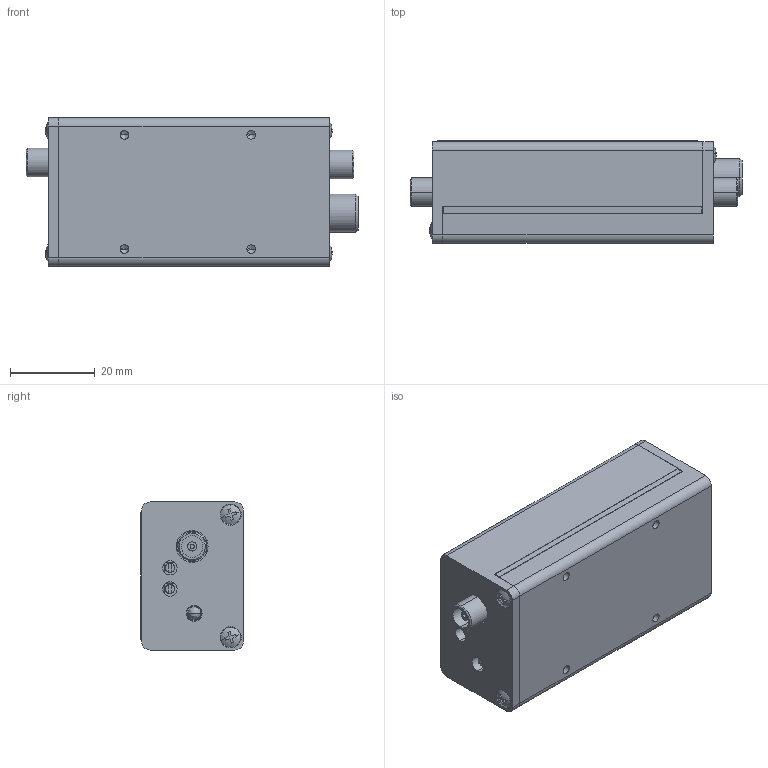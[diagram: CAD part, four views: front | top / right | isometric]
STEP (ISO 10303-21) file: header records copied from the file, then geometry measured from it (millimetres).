
FILE_DESCRIPTION (( 'STEP AP214' ), '1' );
FILE_NAME ('88202600-CP15AF.STEP', '2020-08-12T18:06:39', ( '' ), ( '' ), 'SwSTEP 2.0', 'SolidWorks 2018', '' );
FILE_SCHEMA (( 'AUTOMOTIVE_DESIGN' ));
Length unit declared in the file: millimetre
Products named in the file (12): 551XX09F_551-1309 Green; 17234730  A; PAN HD PHIL SS_M2 X 5 LNG; Lemo EPL-00-250-NTN; 17234630  B; CSK Raised M2.5_M2.5 x 6; 17234620  A; 9000-20016  0; 3296X-xxxLF; Lemo EPG 0B 304 HLN; 88202600-CP15AF
Assembly tree (19 placements, depth 3):
  88202600-CP15AF
    9000-20016  0
      9000-20016  0
      Lemo EPL-00-250-NTN  x2
      Lemo EPG 0B 304 HLN
      551XX09F_551-1309 Green
      3296X-xxxLF  x2
    17234620  A
    17234630  B
    CSK Raised M2.5_M2.5 x 6  x4
    PAN HD PHIL SS_M2 X 5 LNG  x4
    17234730  A
Bounding box: 78.49 x 24.25 x 35 mm (x, y, z)
Volume: 28507.2 mm3; surface area: 30888 mm2
Topology: 17 solids, 20 shells, 725 faces, 1822 edges, 1185 vertices
Faces by surface type: plane 393, cylinder 203, cone 63, bspline 42, sphere 24
Entity records: 20155 total; most frequent: CARTESIAN_POINT 5304, DIRECTION 2559, ORIENTED_EDGE 2550, EDGE_CURVE 1280, AXIS2_PLACEMENT_3D 886, VERTEX_POINT 845, VECTOR 787, LINE 787
